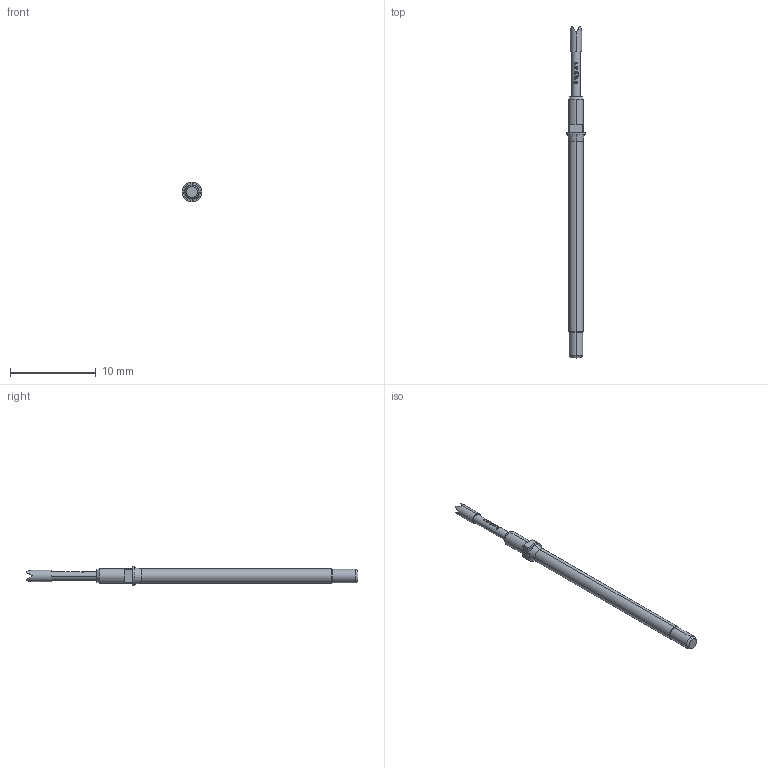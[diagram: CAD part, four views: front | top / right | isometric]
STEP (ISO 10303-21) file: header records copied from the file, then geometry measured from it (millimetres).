
FILE_DESCRIPTION (( 'STEP AP203' ), '1' );
FILE_NAME ('INGUN_GKS-112_204_130_X_xx05_M_0.STEP', '2018-12-04T14:09:09', ( '' ), ( '' ), 'SwSTEP 2.0', 'SolidWorks 2018', '' );
FILE_SCHEMA (( 'CONFIG_CONTROL_DESIGN' ));
Length unit declared in the file: millimetre
Products named in the file (1): INGUN_GKS-112_204_130_X_xx05_M_0
Bounding box: 2.3 x 38.8 x 2.3 mm (x, y, z)
Volume: 74 mm3; surface area: 196.6 mm2
Topology: 1 solids, 1 shells, 102 faces, 250 edges, 159 vertices
Faces by surface type: plane 54, bspline 22, cylinder 18, cone 6, torus 2
Entity records: 4053 total; most frequent: CARTESIAN_POINT 1940, ORIENTED_EDGE 500, DIRECTION 288, EDGE_CURVE 250, VERTEX_POINT 159, B_SPLINE_CURVE_WITH_KNOTS 156, AXIS2_PLACEMENT_3D 121, EDGE_LOOP 111
